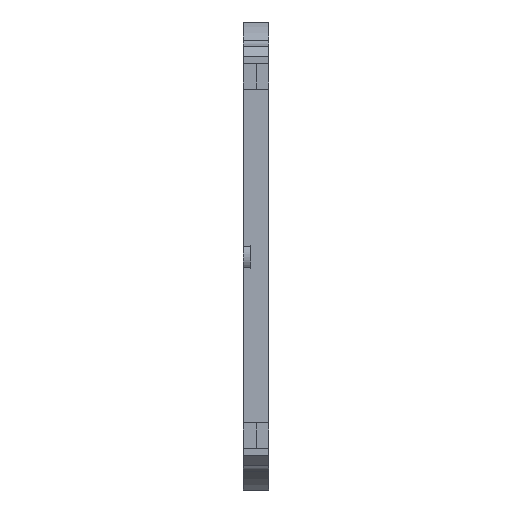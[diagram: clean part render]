
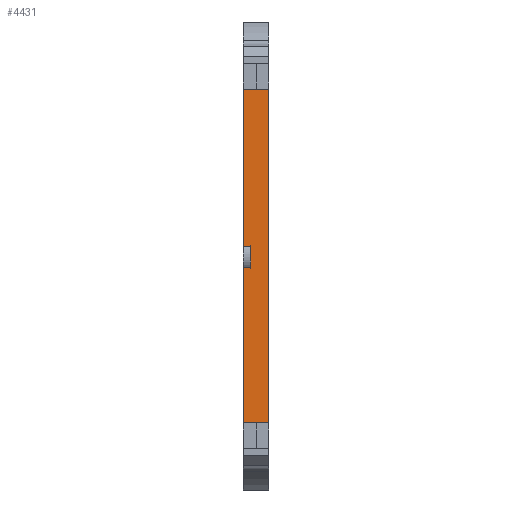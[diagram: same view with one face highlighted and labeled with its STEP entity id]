
A CAD part, front view. The second image highlights one B-rep face of the part: STEP entity #4431.
In plain terms, the highlighted planar face has unit normal (0, -1, 0).
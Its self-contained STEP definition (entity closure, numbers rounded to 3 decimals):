
#31 = VECTOR ( 'NONE', #4924, 1000. ) ;
#51 = VECTOR ( 'NONE', #6139, 1000. ) ;
#335 = VERTEX_POINT ( 'NONE', #2560 ) ;
#447 = CARTESIAN_POINT ( 'NONE',  ( 0., -77.685, -26.489 ) ) ;
#477 = CARTESIAN_POINT ( 'NONE',  ( 10., -77.685, 61.705 ) ) ;
#570 = DIRECTION ( 'NONE',  ( 0., 0., -1. ) ) ;
#581 = VECTOR ( 'NONE', #4891, 1000. ) ;
#595 = DIRECTION ( 'NONE',  ( 0., 0., 1. ) ) ;
#942 = VERTEX_POINT ( 'NONE', #447 ) ;
#1058 = CARTESIAN_POINT ( 'NONE',  ( 0., -77.685, -95.652 ) ) ;
#1121 = VERTEX_POINT ( 'NONE', #1058 ) ;
#1149 = VERTEX_POINT ( 'NONE', #3163 ) ;
#1184 = EDGE_CURVE ( 'NONE', #4638, #335, #3963, .T. ) ;
#1215 = LINE ( 'NONE', #2797, #31 ) ;
#1273 = CARTESIAN_POINT ( 'NONE',  ( 3., -77.685, -26.489 ) ) ;
#1349 = LINE ( 'NONE', #1457, #2939 ) ;
#1380 = ORIENTED_EDGE ( 'NONE', *, *, #1860, .T. ) ;
#1415 = ORIENTED_EDGE ( 'NONE', *, *, #6769, .T. ) ;
#1457 = CARTESIAN_POINT ( 'NONE',  ( 0., -77.685, 61.705 ) ) ;
#1490 = VECTOR ( 'NONE', #5322, 1000. ) ;
#1843 = CARTESIAN_POINT ( 'NONE',  ( 3., -77.685, 61.705 ) ) ;
#1860 = EDGE_CURVE ( 'NONE', #1149, #1121, #1349, .T. ) ;
#2038 = EDGE_CURVE ( 'NONE', #1121, #6935, #3830, .T. ) ;
#2153 = PLANE ( 'NONE',  #4602 ) ;
#2237 = ORIENTED_EDGE ( 'NONE', *, *, #5080, .F. ) ;
#2511 = ORIENTED_EDGE ( 'NONE', *, *, #2563, .T. ) ;
#2560 = CARTESIAN_POINT ( 'NONE',  ( 10., -77.685, 35.358 ) ) ;
#2563 = EDGE_CURVE ( 'NONE', #942, #3372, #1215, .T. ) ;
#2606 = FACE_OUTER_BOUND ( 'NONE', #3956, .T. ) ;
#2763 = LINE ( 'NONE', #3353, #581 ) ;
#2797 = CARTESIAN_POINT ( 'NONE',  ( 3., -77.685, -26.489 ) ) ;
#2814 = VECTOR ( 'NONE', #5894, 1000. ) ;
#2939 = VECTOR ( 'NONE', #3006, 1000. ) ;
#3006 = DIRECTION ( 'NONE',  ( 0., 0., -1. ) ) ;
#3031 = CARTESIAN_POINT ( 'NONE',  ( 10., -77.685, -95.652 ) ) ;
#3154 = LINE ( 'NONE', #477, #2814 ) ;
#3163 = CARTESIAN_POINT ( 'NONE',  ( 0., -77.685, -34.508 ) ) ;
#3353 = CARTESIAN_POINT ( 'NONE',  ( 3., -77.685, -34.508 ) ) ;
#3372 = VERTEX_POINT ( 'NONE', #1273 ) ;
#3830 = LINE ( 'NONE', #5242, #1490 ) ;
#3956 = EDGE_LOOP ( 'NONE', ( #2237, #4990, #1380, #5029, #6921, #4629, #1415, #2511 ) ) ;
#3963 = LINE ( 'NONE', #6642, #51 ) ;
#3992 = DIRECTION ( 'NONE',  ( 0., 0., 1. ) ) ;
#4219 = CARTESIAN_POINT ( 'NONE',  ( 10., -77.685, 61.705 ) ) ;
#4431 = ADVANCED_FACE ( 'NONE', ( #2606 ), #2153, .F. ) ;
#4510 = LINE ( 'NONE', #1843, #6619 ) ;
#4602 = AXIS2_PLACEMENT_3D ( 'NONE', #4219, #5400, #595 ) ;
#4629 = ORIENTED_EDGE ( 'NONE', *, *, #1184, .F. ) ;
#4638 = VERTEX_POINT ( 'NONE', #6716 ) ;
#4734 = EDGE_CURVE ( 'NONE', #335, #6935, #3154, .T. ) ;
#4891 = DIRECTION ( 'NONE',  ( -1., 0., 0. ) ) ;
#4924 = DIRECTION ( 'NONE',  ( 1., 0., 0. ) ) ;
#4990 = ORIENTED_EDGE ( 'NONE', *, *, #6160, .T. ) ;
#5029 = ORIENTED_EDGE ( 'NONE', *, *, #2038, .T. ) ;
#5080 = EDGE_CURVE ( 'NONE', #5339, #3372, #4510, .T. ) ;
#5242 = CARTESIAN_POINT ( 'NONE',  ( 0., -77.685, -95.652 ) ) ;
#5322 = DIRECTION ( 'NONE',  ( 1., 0., 0. ) ) ;
#5339 = VERTEX_POINT ( 'NONE', #6152 ) ;
#5379 = CARTESIAN_POINT ( 'NONE',  ( 0., -77.685, 61.705 ) ) ;
#5400 = DIRECTION ( 'NONE',  ( 0., 1., 0. ) ) ;
#5885 = VECTOR ( 'NONE', #570, 1000. ) ;
#5894 = DIRECTION ( 'NONE',  ( 0., 0., -1. ) ) ;
#5917 = LINE ( 'NONE', #5379, #5885 ) ;
#6139 = DIRECTION ( 'NONE',  ( 1., 0., 0. ) ) ;
#6152 = CARTESIAN_POINT ( 'NONE',  ( 3., -77.685, -34.508 ) ) ;
#6160 = EDGE_CURVE ( 'NONE', #5339, #1149, #2763, .T. ) ;
#6619 = VECTOR ( 'NONE', #3992, 1000. ) ;
#6642 = CARTESIAN_POINT ( 'NONE',  ( 0., -77.685, 35.358 ) ) ;
#6716 = CARTESIAN_POINT ( 'NONE',  ( 0., -77.685, 35.358 ) ) ;
#6769 = EDGE_CURVE ( 'NONE', #4638, #942, #5917, .T. ) ;
#6921 = ORIENTED_EDGE ( 'NONE', *, *, #4734, .F. ) ;
#6935 = VERTEX_POINT ( 'NONE', #3031 ) ;
